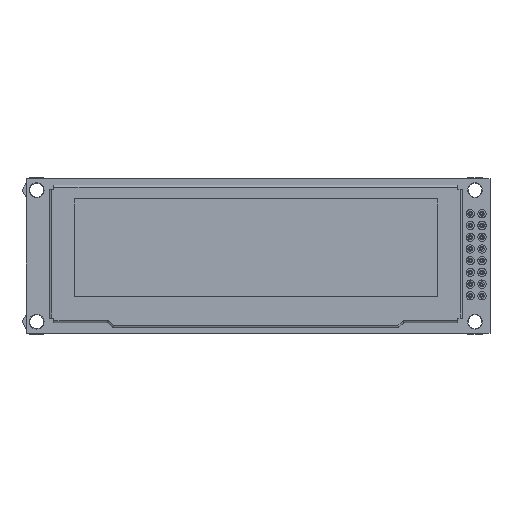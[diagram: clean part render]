
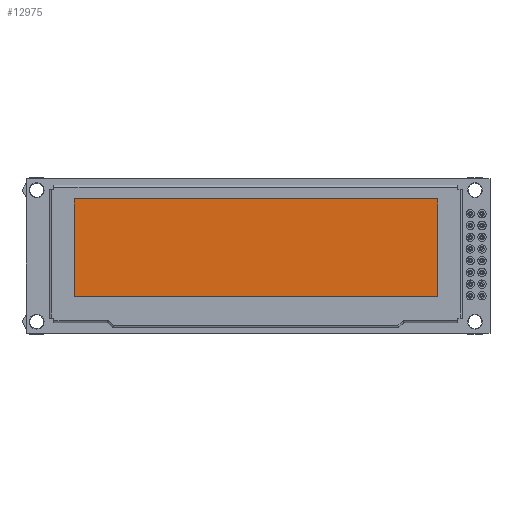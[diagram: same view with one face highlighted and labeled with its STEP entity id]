
A CAD part, top view. The second image highlights one B-rep face of the part: STEP entity #12975.
In plain terms, the highlighted planar face has unit normal (0, 0, 1).
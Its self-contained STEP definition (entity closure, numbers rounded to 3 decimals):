
#39 = VECTOR ( 'NONE', #7888, 1000. ) ;
#79 = VECTOR ( 'NONE', #8627, 1000. ) ;
#752 = EDGE_CURVE ( 'NONE', #17938, #17217, #10532, .T. ) ;
#2670 = PLANE ( 'NONE',  #16799 ) ;
#2739 = VERTEX_POINT ( 'NONE', #7512 ) ;
#3007 = VERTEX_POINT ( 'NONE', #8231 ) ;
#3363 = EDGE_CURVE ( 'NONE', #17217, #3007, #12970, .T. ) ;
#3649 = EDGE_LOOP ( 'NONE', ( #5593, #4314, #7540, #10034 ) ) ;
#4241 = CARTESIAN_POINT ( 'NONE',  ( -39.9, 12.35, 3.3 ) ) ;
#4314 = ORIENTED_EDGE ( 'NONE', *, *, #9118, .T. ) ;
#5150 = DIRECTION ( 'NONE',  ( 0., -1., 0. ) ) ;
#5397 = FACE_OUTER_BOUND ( 'NONE', #3649, .T. ) ;
#5593 = ORIENTED_EDGE ( 'NONE', *, *, #3363, .T. ) ;
#7127 = DIRECTION ( 'NONE',  ( 1., 0., 0. ) ) ;
#7512 = CARTESIAN_POINT ( 'NONE',  ( -39.9, 12.35, 3.3 ) ) ;
#7540 = ORIENTED_EDGE ( 'NONE', *, *, #15289, .T. ) ;
#7888 = DIRECTION ( 'NONE',  ( 1., 0., 0. ) ) ;
#8231 = CARTESIAN_POINT ( 'NONE',  ( 38.9, 12.35, 3.3 ) ) ;
#8315 = LINE ( 'NONE', #4241, #79 ) ;
#8411 = DIRECTION ( 'NONE',  ( 0., 1., 0. ) ) ;
#8627 = DIRECTION ( 'NONE',  ( -1., 0., 0. ) ) ;
#9118 = EDGE_CURVE ( 'NONE', #3007, #2739, #8315, .T. ) ;
#9248 = CARTESIAN_POINT ( 'NONE',  ( -39.9, -8.83, 3.3 ) ) ;
#9430 = LINE ( 'NONE', #15533, #15828 ) ;
#9989 = CARTESIAN_POINT ( 'NONE',  ( 38.9, 12.35, 3.3 ) ) ;
#10034 = ORIENTED_EDGE ( 'NONE', *, *, #752, .T. ) ;
#10532 = LINE ( 'NONE', #9248, #39 ) ;
#11625 = CARTESIAN_POINT ( 'NONE',  ( -39.9, -8.83, 3.3 ) ) ;
#12767 = DIRECTION ( 'NONE',  ( 0., 0., 1. ) ) ;
#12970 = LINE ( 'NONE', #9989, #18112 ) ;
#12975 = ADVANCED_FACE ( 'NONE', ( #5397 ), #2670, .T. ) ;
#15265 = CARTESIAN_POINT ( 'NONE',  ( 38.9, -8.83, 3.3 ) ) ;
#15289 = EDGE_CURVE ( 'NONE', #2739, #17938, #9430, .T. ) ;
#15533 = CARTESIAN_POINT ( 'NONE',  ( -39.9, 12.35, 3.3 ) ) ;
#15828 = VECTOR ( 'NONE', #5150, 1000. ) ;
#16799 = AXIS2_PLACEMENT_3D ( 'NONE', #18786, #12767, #7127 ) ;
#17217 = VERTEX_POINT ( 'NONE', #15265 ) ;
#17938 = VERTEX_POINT ( 'NONE', #11625 ) ;
#18112 = VECTOR ( 'NONE', #8411, 1000. ) ;
#18786 = CARTESIAN_POINT ( 'NONE',  ( 0., 0., 3.3 ) ) ;
